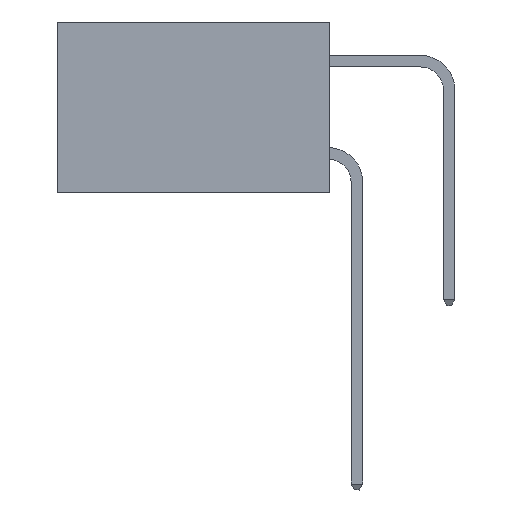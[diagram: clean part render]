
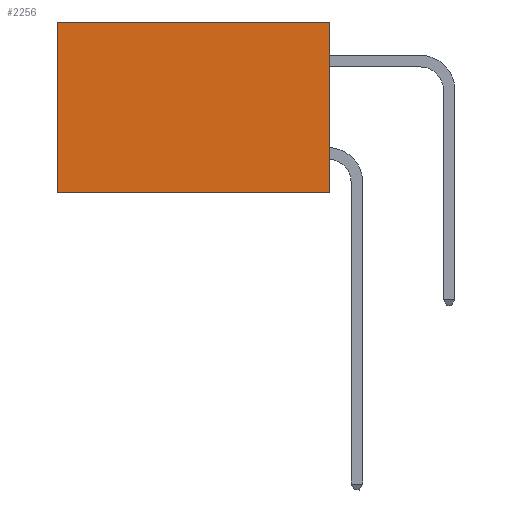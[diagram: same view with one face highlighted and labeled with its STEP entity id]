
A CAD part, left-side view. The second image highlights one B-rep face of the part: STEP entity #2256.
In plain terms, the highlighted planar face has unit normal (-1, 0, 0).
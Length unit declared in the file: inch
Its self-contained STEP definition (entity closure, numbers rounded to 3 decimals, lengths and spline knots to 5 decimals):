
#17 = VERTEX_POINT ( 'NONE', #9178 ) ;
#769 = AXIS2_PLACEMENT_3D ( 'NONE', #1401, #1595, #1290 ) ;
#1003 = CARTESIAN_POINT ( 'NONE',  ( 0.277, 0., -0.37 ) ) ;
#1069 = VERTEX_POINT ( 'NONE', #9105 ) ;
#1071 = VECTOR ( 'NONE', #2713, 39.37008 ) ;
#1175 = PLANE ( 'NONE',  #769 ) ;
#1207 = VECTOR ( 'NONE', #7603, 39.37008 ) ;
#1235 = ORIENTED_EDGE ( 'NONE', *, *, #6489, .F. ) ;
#1290 = DIRECTION ( 'NONE',  ( 0., 0., -1. ) ) ;
#1317 = ORIENTED_EDGE ( 'NONE', *, *, #5643, .T. ) ;
#1343 = LINE ( 'NONE', #1852, #1071 ) ;
#1401 = CARTESIAN_POINT ( 'NONE',  ( 0.277, 0., -0.37 ) ) ;
#1595 = DIRECTION ( 'NONE',  ( 1., 0., 0. ) ) ;
#1852 = CARTESIAN_POINT ( 'NONE',  ( 0.277, 0.59, -0.37 ) ) ;
#1926 = CARTESIAN_POINT ( 'NONE',  ( 0.277, 0., 0. ) ) ;
#1952 = EDGE_LOOP ( 'NONE', ( #1317, #1235, #9268, #8241 ) ) ;
#2256 = ADVANCED_FACE ( 'NONE', ( #4209 ), #1175, .F. ) ;
#2713 = DIRECTION ( 'NONE',  ( 0., 0., -1. ) ) ;
#2771 = DIRECTION ( 'NONE',  ( 0., 0., -1. ) ) ;
#4209 = FACE_OUTER_BOUND ( 'NONE', #1952, .T. ) ;
#4385 = CARTESIAN_POINT ( 'NONE',  ( 0.277, 0., -0.37 ) ) ;
#5196 = DIRECTION ( 'NONE',  ( 0., 1., 0. ) ) ;
#5211 = LINE ( 'NONE', #4385, #8443 ) ;
#5501 = EDGE_CURVE ( 'NONE', #8768, #17, #5598, .T. ) ;
#5598 = LINE ( 'NONE', #9345, #1207 ) ;
#5643 = EDGE_CURVE ( 'NONE', #17, #1069, #1343, .T. ) ;
#6489 = EDGE_CURVE ( 'NONE', #8474, #1069, #5211, .T. ) ;
#6505 = EDGE_CURVE ( 'NONE', #8768, #8474, #8614, .T. ) ;
#6724 = VECTOR ( 'NONE', #2771, 39.37008 ) ;
#7603 = DIRECTION ( 'NONE',  ( 0., 1., 0. ) ) ;
#8241 = ORIENTED_EDGE ( 'NONE', *, *, #5501, .T. ) ;
#8411 = CARTESIAN_POINT ( 'NONE',  ( 0.277, 0., -0.37 ) ) ;
#8443 = VECTOR ( 'NONE', #5196, 39.37008 ) ;
#8474 = VERTEX_POINT ( 'NONE', #8411 ) ;
#8614 = LINE ( 'NONE', #1003, #6724 ) ;
#8768 = VERTEX_POINT ( 'NONE', #1926 ) ;
#9105 = CARTESIAN_POINT ( 'NONE',  ( 0.277, 0.59, -0.37 ) ) ;
#9178 = CARTESIAN_POINT ( 'NONE',  ( 0.277, 0.59, 0. ) ) ;
#9268 = ORIENTED_EDGE ( 'NONE', *, *, #6505, .F. ) ;
#9345 = CARTESIAN_POINT ( 'NONE',  ( 0.277, 0., 0. ) ) ;
